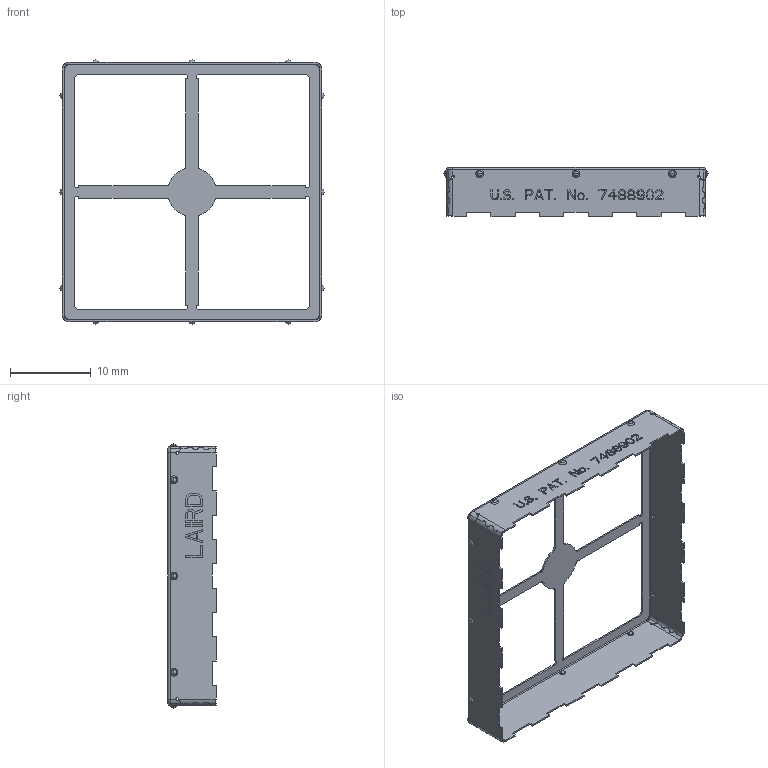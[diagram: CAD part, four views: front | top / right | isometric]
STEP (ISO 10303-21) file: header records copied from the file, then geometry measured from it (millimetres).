
FILE_DESCRIPTION((''),'2;1');
FILE_NAME('BMI-S-204-F','2020-06-25T10:53:53',('Tim.Wrona'),('LAIRD'),'CREO PARAMETRIC BY PTC INC, 2018020','CREO PARAMETRIC BY PTC INC, 2018020','');
FILE_SCHEMA(('AUTOMOTIVE_DESIGN { 1 0 10303 214 1 1 1 1 }'));
Products named in the file (1): BMI-S-204-F
Bounding box: 32.61 x 6 x 32.61 mm (x, y, z)
Volume: 193.3 mm3; surface area: 2038.4 mm2
Topology: 1 solids, 1 shells, 1336 faces, 3713 edges, 2406 vertices
Faces by surface type: plane 1024, cylinder 104, bspline 104, cone 48, sphere 48, torus 8
Entity records: 59170 total; most frequent: CARTESIAN_POINT 14403, ORIENTED_EDGE 7330, DIRECTION 6154, PRESENTATION_STYLE_ASSIGNMENT 3669, STYLED_ITEM 3667, CURVE_STYLE 3666, EDGE_CURVE 3665, VECTOR 3049
